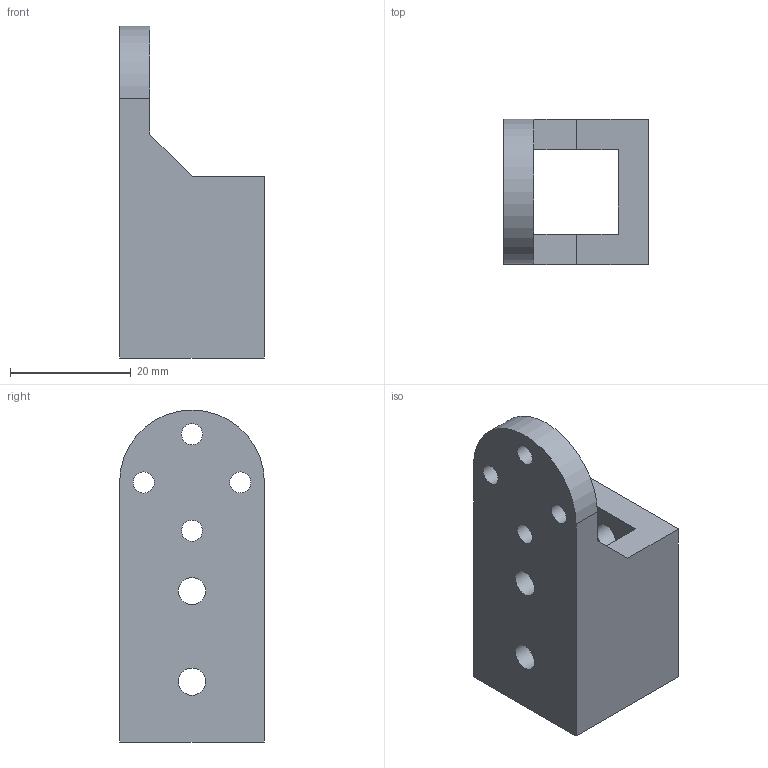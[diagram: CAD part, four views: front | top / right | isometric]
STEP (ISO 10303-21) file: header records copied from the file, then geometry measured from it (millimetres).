
FILE_DESCRIPTION(/* description */ (''),/* implementation_level */ '2;1');
FILE_NAME(/* name */ 'Motorbench Top.step',/* time_stamp */ '2022-01-07T20:45:20+01:00',/* author */ (''),/* organization */ (''),/* preprocessor_version */ 'ST-DEVELOPER v18.1',/* originating_system */ 'Autodesk Translation Framework v10.10.0.1391',/* authorisation */ '');
FILE_SCHEMA (('AUTOMOTIVE_DESIGN { 1 0 10303 214 3 1 1 }'));
Length unit declared in the file: millimetre
Products named in the file (1): benchmark top
Bounding box: 24 x 24 x 55 mm (x, y, z)
Volume: 13832.5 mm3; surface area: 6952.6 mm2
Topology: 1 solids, 1 shells, 21 faces, 60 edges, 40 vertices
Faces by surface type: plane 12, cylinder 9
Full cylindrical faces by diameter (mm): 3.5 x4, 4.5 x4
Entity records: 761 total; most frequent: DIRECTION 122, CARTESIAN_POINT 122, ORIENTED_EDGE 120, EDGE_CURVE 60, LINE 42, VECTOR 42, VERTEX_POINT 40, AXIS2_PLACEMENT_3D 40
